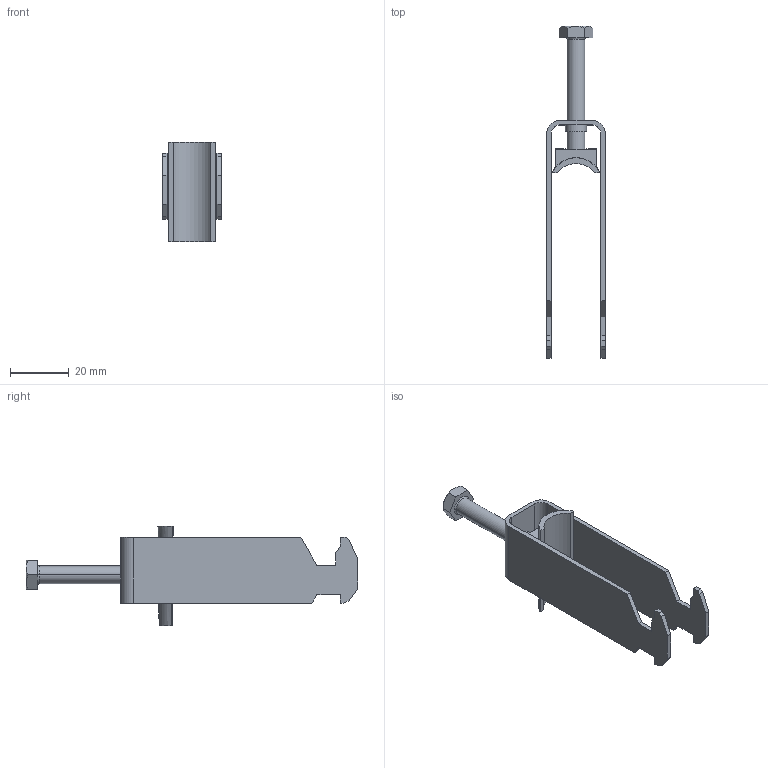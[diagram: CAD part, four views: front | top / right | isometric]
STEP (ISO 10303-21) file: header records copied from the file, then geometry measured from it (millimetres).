
FILE_DESCRIPTION (( 'STEP AP214' ), '1' );
FILE_NAME ('1186211.STEP', '2023-09-05T11:28:44', ( '' ), ( '' ), 'SwSTEP 2.0', 'SolidWorks 2022', '' );
FILE_SCHEMA (( 'AUTOMOTIVE_DESIGN' ));
Length unit declared in the file: millimetre
Products named in the file (5): 157092_3fach_3Fach; 142951_M6 x 38; EB101-00-04_Standard; 1186211; EB101-03-02_Standard
Assembly tree (4 placements, depth 2):
  1186211
    157092_3fach_3Fach
    142951_M6 x 38
    EB101-00-04_Standard
    EB101-03-02_Standard
Bounding box: 20 x 113.25 x 34.03 mm (x, y, z)
Volume: 8624.9 mm3; surface area: 11739.9 mm2
Topology: 4 solids, 4 shells, 264 faces, 683 edges, 448 vertices
Faces by surface type: plane 176, bspline 36, cylinder 36, cone 12, torus 4
Entity records: 9709 total; most frequent: CARTESIAN_POINT 3252, ORIENTED_EDGE 1358, DIRECTION 1165, EDGE_CURVE 679, VECTOR 467, LINE 467, VERTEX_POINT 448, AXIS2_PLACEMENT_3D 349
